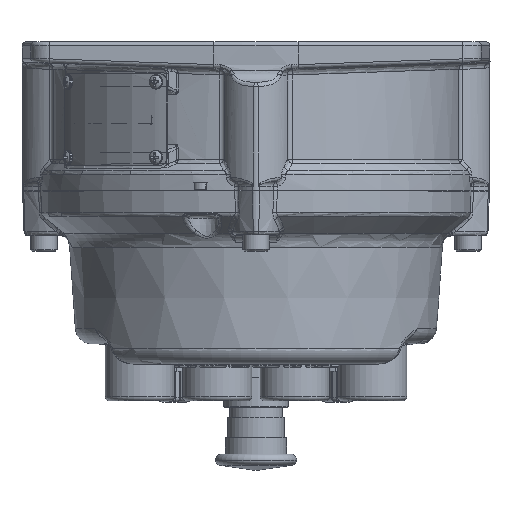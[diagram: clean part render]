
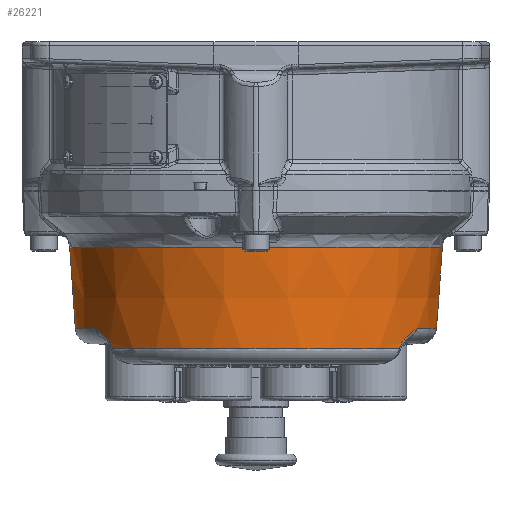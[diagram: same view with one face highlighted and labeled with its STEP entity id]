
A CAD part, top view. The second image highlights one B-rep face of the part: STEP entity #26221.
In plain terms, the highlighted conical face has half-angle 4.025 degrees and reference radius 91.655 mm.
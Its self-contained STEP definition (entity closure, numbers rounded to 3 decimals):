
#705=B_SPLINE_CURVE_WITH_KNOTS('',3,(#46451,#46452,#46453,#46454,#46455,
#46456,#46457),.UNSPECIFIED.,.F.,.F.,(4,1,1,1,4),(0.,0.004,
0.009,0.013,0.017),.UNSPECIFIED.);
#706=B_SPLINE_CURVE_WITH_KNOTS('',3,(#46462,#46463,#46464,#46465,#46466,
#46467,#46468),.UNSPECIFIED.,.F.,.F.,(4,1,1,1,4),(0.,0.004,
0.009,0.013,0.017),
 .UNSPECIFIED.);
#707=B_SPLINE_CURVE_WITH_KNOTS('',3,(#46470,#46471,#46472,#46473),
 .UNSPECIFIED.,.F.,.F.,(4,4),(0.,0.001),.UNSPECIFIED.);
#708=B_SPLINE_CURVE_WITH_KNOTS('',3,(#46477,#46478,#46479,#46480),
 .UNSPECIFIED.,.F.,.F.,(4,4),(0.,0.001),.UNSPECIFIED.);
#4781=CONICAL_SURFACE('',#35731,91.655,0.07);
#5659=ORIENTED_EDGE('',*,*,#13216,.T.);
#5660=ORIENTED_EDGE('',*,*,#13217,.T.);
#5661=ORIENTED_EDGE('',*,*,#13218,.T.);
#5662=ORIENTED_EDGE('',*,*,#13219,.T.);
#5663=ORIENTED_EDGE('',*,*,#13220,.T.);
#5664=ORIENTED_EDGE('',*,*,#13221,.T.);
#5665=ORIENTED_EDGE('',*,*,#13222,.T.);
#13216=EDGE_CURVE('',#17646,#17646,#20524,.F.);
#13217=EDGE_CURVE('',#17647,#17648,#705,.T.);
#13218=EDGE_CURVE('',#17648,#17649,#20525,.T.);
#13219=EDGE_CURVE('',#17649,#17650,#706,.F.);
#13220=EDGE_CURVE('',#17650,#17651,#707,.T.);
#13221=EDGE_CURVE('',#17651,#17652,#20526,.F.);
#13222=EDGE_CURVE('',#17652,#17647,#708,.T.);
#17646=VERTEX_POINT('',#46450);
#17647=VERTEX_POINT('',#46458);
#17648=VERTEX_POINT('',#46459);
#17649=VERTEX_POINT('',#46461);
#17650=VERTEX_POINT('',#46469);
#17651=VERTEX_POINT('',#46474);
#17652=VERTEX_POINT('',#46476);
#20524=CIRCLE('',#35732,91.357);
#20525=CIRCLE('',#35733,88.564);
#20526=CIRCLE('',#35734,87.86);
#22237=EDGE_LOOP('',(#5659));
#22238=EDGE_LOOP('',(#5660,#5661,#5662,#5663,#5664,#5665));
#24044=FACE_BOUND('',#22237,.T.);
#24045=FACE_BOUND('',#22238,.T.);
#26221=ADVANCED_FACE('',(#24044,#24045),#4781,.T.);
#35731=AXIS2_PLACEMENT_3D('',#46448,#39053,#39054);
#35732=AXIS2_PLACEMENT_3D('',#46449,#39055,#39056);
#35733=AXIS2_PLACEMENT_3D('',#46460,#39057,#39058);
#35734=AXIS2_PLACEMENT_3D('',#46475,#39059,#39060);
#39053=DIRECTION('',(0.,1.,0.));
#39054=DIRECTION('',(-1.,0.,0.));
#39055=DIRECTION('',(0.,1.,0.));
#39056=DIRECTION('',(-1.,0.,0.));
#39057=DIRECTION('',(0.,1.,0.));
#39058=DIRECTION('',(-1.,0.,0.));
#39059=DIRECTION('',(0.,-1.,0.));
#39060=DIRECTION('',(1.,0.,0.));
#46448=CARTESIAN_POINT('',(0.,-96.627,0.));
#46449=CARTESIAN_POINT('',(0.,-100.858,0.));
#46450=CARTESIAN_POINT('',(-91.357,-100.858,0.));
#46451=CARTESIAN_POINT('',(70.748,-149.3,52.246));
#46452=CARTESIAN_POINT('',(71.197,-147.969,51.796));
#46453=CARTESIAN_POINT('',(72.57,-145.909,50.152));
#46454=CARTESIAN_POINT('',(74.821,-143.877,47.003));
#46455=CARTESIAN_POINT('',(76.988,-142.254,43.598));
#46456=CARTESIAN_POINT('',(78.333,-141.179,41.249));
#46457=CARTESIAN_POINT('',(78.964,-140.562,40.102));
#46458=CARTESIAN_POINT('',(70.748,-149.3,52.246));
#46459=CARTESIAN_POINT('',(78.964,-140.562,40.102));
#46460=CARTESIAN_POINT('',(0.,-140.562,0.));
#46461=CARTESIAN_POINT('',(-78.964,-140.562,40.102));
#46462=CARTESIAN_POINT('',(-70.748,-149.3,52.246));
#46463=CARTESIAN_POINT('',(-71.197,-147.969,51.796));
#46464=CARTESIAN_POINT('',(-72.57,-145.909,50.152));
#46465=CARTESIAN_POINT('',(-74.821,-143.877,47.003));
#46466=CARTESIAN_POINT('',(-76.988,-142.254,43.598));
#46467=CARTESIAN_POINT('',(-78.333,-141.179,41.249));
#46468=CARTESIAN_POINT('',(-78.964,-140.562,40.102));
#46469=CARTESIAN_POINT('',(-70.748,-149.3,52.246));
#46470=CARTESIAN_POINT('',(-70.748,-149.3,52.246));
#46471=CARTESIAN_POINT('',(-70.607,-149.721,52.388));
#46472=CARTESIAN_POINT('',(-70.464,-150.141,52.53));
#46473=CARTESIAN_POINT('',(-70.321,-150.562,52.672));
#46474=CARTESIAN_POINT('',(-70.321,-150.562,52.672));
#46475=CARTESIAN_POINT('',(0.,-150.562,0.));
#46476=CARTESIAN_POINT('',(70.321,-150.562,52.672));
#46477=CARTESIAN_POINT('',(70.321,-150.562,52.672));
#46478=CARTESIAN_POINT('',(70.464,-150.141,52.53));
#46479=CARTESIAN_POINT('',(70.607,-149.721,52.388));
#46480=CARTESIAN_POINT('',(70.748,-149.3,52.246));
